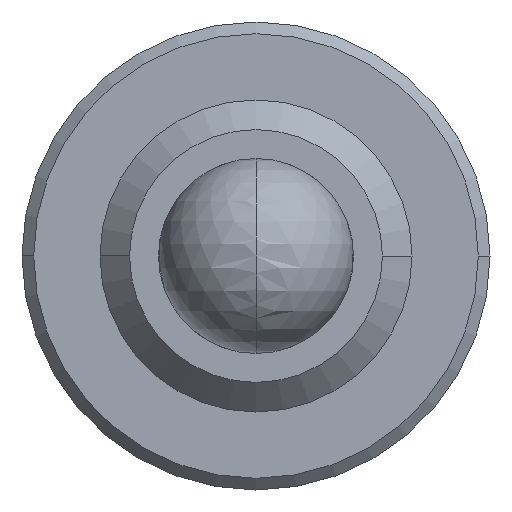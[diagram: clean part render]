
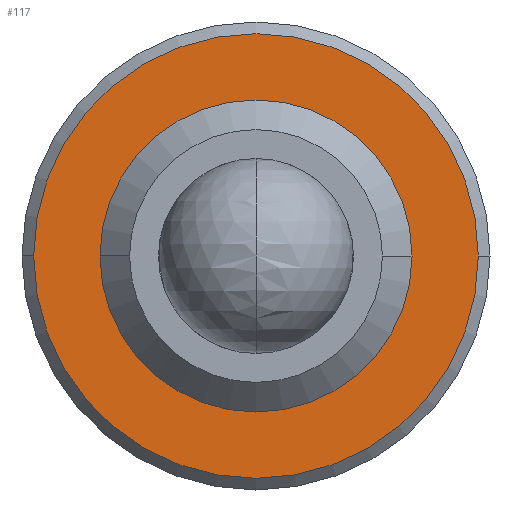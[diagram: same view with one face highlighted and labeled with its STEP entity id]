
A CAD part, front view. The second image highlights one B-rep face of the part: STEP entity #117.
In plain terms, the highlighted planar face has unit normal (0, -1, 0).
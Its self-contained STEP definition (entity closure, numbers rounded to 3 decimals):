
#117=ADVANCED_FACE('',(#230,#231),#232,.T.);
#230=FACE_OUTER_BOUND('',#337,.T.);
#231=FACE_BOUND('',#338,.T.);
#232=PLANE('',#339);
#337=EDGE_LOOP('',(#587,#588));
#338=EDGE_LOOP('',(#589,#590,#591));
#339=AXIS2_PLACEMENT_3D('',#592,#593,#594);
#587=ORIENTED_EDGE('',*,*,#647,.T.);
#588=ORIENTED_EDGE('',*,*,#636,.T.);
#589=ORIENTED_EDGE('',*,*,#621,.F.);
#590=ORIENTED_EDGE('',*,*,#620,.F.);
#591=ORIENTED_EDGE('',*,*,#653,.F.);
#592=CARTESIAN_POINT('',(1.5,9.8,0.0));
#593=DIRECTION('',(0.,-1.0,0.0));
#594=DIRECTION('',(1.0,0.,0.0));
#620=EDGE_CURVE('',#731,#734,#735,.T.);
#621=EDGE_CURVE('',#734,#736,#737,.T.);
#636=EDGE_CURVE('',#758,#756,#759,.T.);
#647=EDGE_CURVE('',#756,#758,#772,.T.);
#653=EDGE_CURVE('',#736,#731,#778,.T.);
#731=VERTEX_POINT('',#876);
#734=VERTEX_POINT('',#879);
#735=CIRCLE('',#880,1.921);
#736=VERTEX_POINT('',#881);
#737=CIRCLE('',#882,1.921);
#756=VERTEX_POINT('',#905);
#758=VERTEX_POINT('',#908);
#759=CIRCLE('',#909,2.85);
#772=CIRCLE('',#925,2.85);
#778=CIRCLE('',#931,1.921);
#876=CARTESIAN_POINT('',(0.,9.8,-1.921));
#879=CARTESIAN_POINT('',(1.921,9.8,0.0));
#880=AXIS2_PLACEMENT_3D('',#1037,#1038,#1039);
#881=CARTESIAN_POINT('',(0.,9.8,1.921));
#882=AXIS2_PLACEMENT_3D('',#1040,#1041,#1042);
#905=CARTESIAN_POINT('',(2.85,9.8,0.0));
#908=CARTESIAN_POINT('',(-2.85,9.8,0.));
#909=AXIS2_PLACEMENT_3D('',#1066,#1067,#1068);
#925=AXIS2_PLACEMENT_3D('',#1084,#1085,#1086);
#931=AXIS2_PLACEMENT_3D('',#1093,#1094,#1095);
#1037=CARTESIAN_POINT('',(0.,9.8,0.0));
#1038=DIRECTION('',(0.,-1.0,0.0));
#1039=DIRECTION('',(1.0,0.,0.0));
#1040=CARTESIAN_POINT('',(0.,9.8,0.0));
#1041=DIRECTION('',(0.,-1.0,0.0));
#1042=DIRECTION('',(1.0,0.,0.0));
#1066=CARTESIAN_POINT('',(0.,9.8,0.0));
#1067=DIRECTION('',(0.,-1.0,0.0));
#1068=DIRECTION('',(1.0,0.,0.0));
#1084=CARTESIAN_POINT('',(0.,9.8,0.0));
#1085=DIRECTION('',(0.,-1.0,0.0));
#1086=DIRECTION('',(1.0,0.,0.0));
#1093=CARTESIAN_POINT('',(0.,9.8,0.0));
#1094=DIRECTION('',(0.,-1.0,0.0));
#1095=DIRECTION('',(1.0,0.,0.0));
